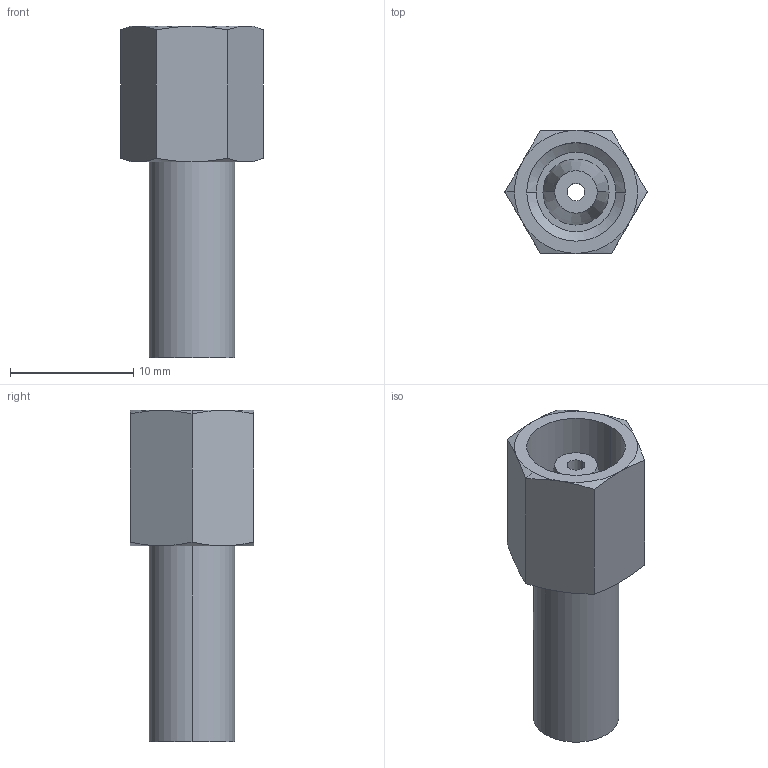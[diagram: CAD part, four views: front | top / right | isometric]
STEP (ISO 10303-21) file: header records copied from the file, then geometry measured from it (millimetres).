
FILE_DESCRIPTION (( 'STEP AP214' ), '1' );
FILE_NAME ('MET 1085 Micro Hose Connector.STEP', '2019-07-11T16:33:33', ( 'Metrol Springs' ), ( 'Hewlett-Packard Company' ), 'SwSTEP 2.0', 'SolidWorks 2017', '' );
FILE_SCHEMA (( 'AUTOMOTIVE_DESIGN' ));
Length unit declared in the file: millimetre
Products named in the file (1): MET 1085 Micro Hose Connector
Bounding box: 11.55 x 10 x 26.91 mm (x, y, z)
Volume: 1208.4 mm3; surface area: 1385.2 mm2
Topology: 1 solids, 1 shells, 47 faces, 98 edges, 58 vertices
Faces by surface type: cone 20, cylinder 14, plane 13
Entity records: 1312 total; most frequent: CARTESIAN_POINT 284, DIRECTION 216, ORIENTED_EDGE 196, EDGE_CURVE 98, AXIS2_PLACEMENT_3D 94, VERTEX_POINT 58, EDGE_LOOP 54, ADVANCED_FACE 47
